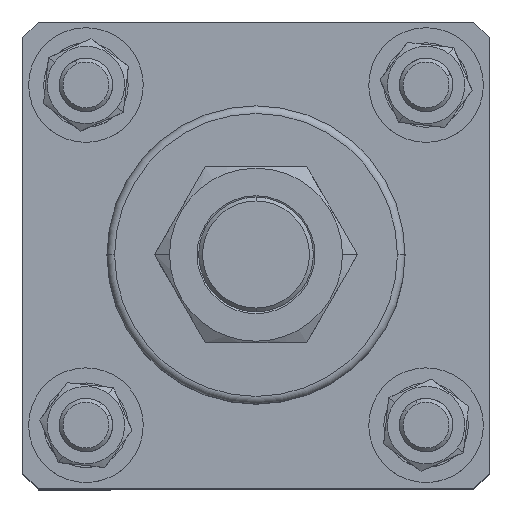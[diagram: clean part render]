
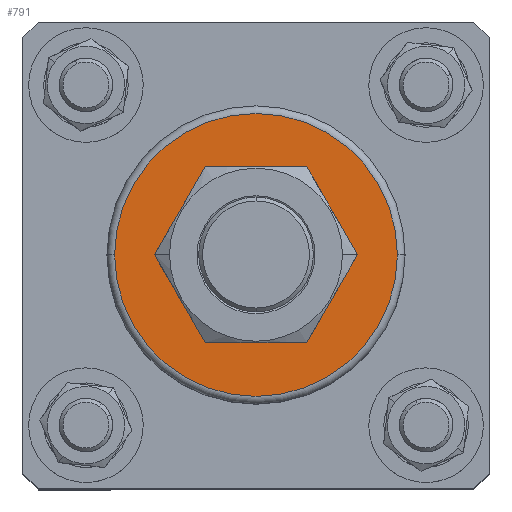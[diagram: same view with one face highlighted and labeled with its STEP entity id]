
A CAD part, top view. The second image highlights one B-rep face of the part: STEP entity #791.
In plain terms, the highlighted planar face has unit normal (0, 0, 1).
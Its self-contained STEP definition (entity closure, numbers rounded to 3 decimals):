
#32 = EDGE_CURVE ( 'NONE', #7651, #7648, #7601, .T. ) ;
#200 = EDGE_CURVE ( 'NONE', #7648, #7651, #7384, .T. ) ;
#247 = EDGE_CURVE ( 'NONE', #7728, #7774, #7202, .T. ) ;
#259 = EDGE_CURVE ( 'NONE', #7774, #7728, #7185, .T. ) ;
#791 = ADVANCED_FACE ( 'NONE', ( #7008, #6995 ), #2112, .T. ) ;
#1186 = CARTESIAN_POINT ( 'NONE',  ( 21., 0., 69. ) ) ;
#1189 = CARTESIAN_POINT ( 'NONE',  ( -21., 0., 69. ) ) ;
#1265 = CARTESIAN_POINT ( 'NONE',  ( -37., 0., 69. ) ) ;
#1300 = CARTESIAN_POINT ( 'NONE',  ( 37., 0., 69. ) ) ;
#1725 = AXIS2_PLACEMENT_3D ( 'NONE', #3842, #3843, #3844 ) ;
#1732 = AXIS2_PLACEMENT_3D ( 'NONE', #3806, #3807, #3808 ) ;
#1773 = AXIS2_PLACEMENT_3D ( 'NONE', #3634, #3635, #3636 ) ;
#1787 = AXIS2_PLACEMENT_3D ( 'NONE', #6070, #6074, #6073 ) ;
#1908 = AXIS2_PLACEMENT_3D ( 'NONE', #2114, #2121, #2122 ) ;
#2112 = PLANE ( 'NONE',  #1908 ) ;
#2114 = CARTESIAN_POINT ( 'NONE',  ( 0., 0., 69. ) ) ;
#2121 = DIRECTION ( 'NONE',  ( 0., 0., 1. ) ) ;
#2122 = DIRECTION ( 'NONE',  ( 1., 0., 0. ) ) ;
#3295 = EDGE_LOOP ( 'NONE', ( #3563, #3479 ) ) ;
#3479 = ORIENTED_EDGE ( 'NONE', *, *, #32, .T. ) ;
#3481 = ORIENTED_EDGE ( 'NONE', *, *, #247, .T. ) ;
#3482 = ORIENTED_EDGE ( 'NONE', *, *, #259, .T. ) ;
#3492 = EDGE_LOOP ( 'NONE', ( #3482, #3481 ) ) ;
#3563 = ORIENTED_EDGE ( 'NONE', *, *, #200, .T. ) ;
#3634 = CARTESIAN_POINT ( 'NONE',  ( 0., 0., 69. ) ) ;
#3635 = DIRECTION ( 'NONE',  ( 0., 0., -1. ) ) ;
#3636 = DIRECTION ( 'NONE',  ( 1., 0., 0. ) ) ;
#3806 = CARTESIAN_POINT ( 'NONE',  ( 0., 0., 69. ) ) ;
#3807 = DIRECTION ( 'NONE',  ( 0., 0., 1. ) ) ;
#3808 = DIRECTION ( 'NONE',  ( 1., 0., 0. ) ) ;
#3842 = CARTESIAN_POINT ( 'NONE',  ( 0., 0., 69. ) ) ;
#3843 = DIRECTION ( 'NONE',  ( 0., 0., 1. ) ) ;
#3844 = DIRECTION ( 'NONE',  ( 1., 0., 0. ) ) ;
#6070 = CARTESIAN_POINT ( 'NONE',  ( 0., 0., 69. ) ) ;
#6073 = DIRECTION ( 'NONE',  ( 1., 0., 0. ) ) ;
#6074 = DIRECTION ( 'NONE',  ( 0., 0., -1. ) ) ;
#6995 = FACE_OUTER_BOUND ( 'NONE', #3492, .T. ) ;
#7008 = FACE_BOUND ( 'NONE', #3295, .T. ) ;
#7185 = CIRCLE ( 'NONE', #1725, 37. ) ;
#7202 = CIRCLE ( 'NONE', #1732, 37. ) ;
#7384 = CIRCLE ( 'NONE', #1773, 21. ) ;
#7601 = CIRCLE ( 'NONE', #1787, 21. ) ;
#7648 = VERTEX_POINT ( 'NONE', #1186 ) ;
#7651 = VERTEX_POINT ( 'NONE', #1189 ) ;
#7728 = VERTEX_POINT ( 'NONE', #1265 ) ;
#7774 = VERTEX_POINT ( 'NONE', #1300 ) ;
